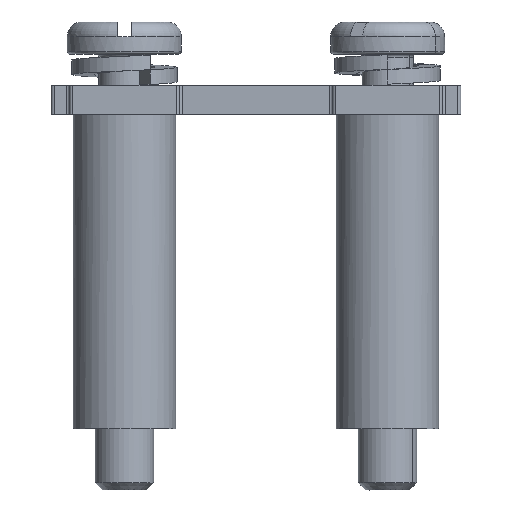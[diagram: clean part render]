
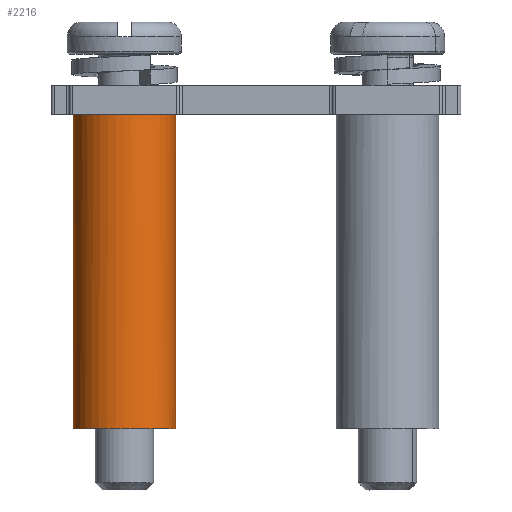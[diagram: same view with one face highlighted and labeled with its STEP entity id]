
A CAD part, front view. The second image highlights one B-rep face of the part: STEP entity #2216.
In plain terms, the highlighted cylindrical face has radius 3.5 mm (diameter 7 mm), a partial arc.
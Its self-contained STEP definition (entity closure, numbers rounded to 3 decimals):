
#2180=AXIS2_PLACEMENT_3D('Cylinder Axis2P3D',#2177,#2178,#2179) ;
#2198=AXIS2_PLACEMENT_3D('Circle Axis2P3D',#2196,#2197,$) ;
#2205=AXIS2_PLACEMENT_3D('Circle Axis2P3D',#2203,#2204,$) ;
#1922=CARTESIAN_POINT('Control Point',(8.5,3.9,25.687)) ;
#1923=CARTESIAN_POINT('Control Point',(8.5,3.533,25.687)) ;
#1924=CARTESIAN_POINT('Control Point',(8.452,3.167,25.687)) ;
#1925=CARTESIAN_POINT('Control Point',(8.356,2.809,25.687)) ;
#1926=CARTESIAN_POINT('Control Point',(8.072,2.126,25.687)) ;
#1927=CARTESIAN_POINT('Control Point',(7.623,1.539,25.687)) ;
#1928=CARTESIAN_POINT('Control Point',(7.36,1.276,25.687)) ;
#1929=CARTESIAN_POINT('Control Point',(6.773,0.827,25.687)) ;
#1930=CARTESIAN_POINT('Control Point',(6.091,0.544,25.687)) ;
#1931=CARTESIAN_POINT('Control Point',(5.733,0.448,25.687)) ;
#1932=CARTESIAN_POINT('Control Point',(5.366,0.4,25.687)) ;
#1933=CARTESIAN_POINT('Control Point',(5.,0.4,25.687)) ;
#1934=CARTESIAN_POINT('Vertex',(8.5,3.9,25.687)) ;
#1936=CARTESIAN_POINT('Vertex',(5.,0.4,25.687)) ;
#1968=CARTESIAN_POINT('Vertex',(1.5,3.9,25.687)) ;
#1972=CARTESIAN_POINT('Control Point',(5.,0.4,25.687)) ;
#1973=CARTESIAN_POINT('Control Point',(4.633,0.4,25.687)) ;
#1974=CARTESIAN_POINT('Control Point',(4.267,0.448,25.687)) ;
#1975=CARTESIAN_POINT('Control Point',(3.909,0.544,25.687)) ;
#1976=CARTESIAN_POINT('Control Point',(3.226,0.828,25.687)) ;
#1977=CARTESIAN_POINT('Control Point',(2.639,1.277,25.687)) ;
#1978=CARTESIAN_POINT('Control Point',(2.376,1.54,25.687)) ;
#1979=CARTESIAN_POINT('Control Point',(1.927,2.127,25.687)) ;
#1980=CARTESIAN_POINT('Control Point',(1.644,2.809,25.687)) ;
#1981=CARTESIAN_POINT('Control Point',(1.548,3.167,25.687)) ;
#1982=CARTESIAN_POINT('Control Point',(1.5,3.534,25.687)) ;
#1983=CARTESIAN_POINT('Control Point',(1.5,3.9,25.687)) ;
#2177=CARTESIAN_POINT('Axis2P3D Location',(5.,3.9,25.687)) ;
#2182=CARTESIAN_POINT('Line Origine',(8.5,3.9,25.687)) ;
#2186=CARTESIAN_POINT('Vertex',(8.5,3.9,4.187)) ;
#2189=CARTESIAN_POINT('Line Origine',(1.5,3.9,25.687)) ;
#2193=CARTESIAN_POINT('Vertex',(1.5,3.9,4.187)) ;
#2196=CARTESIAN_POINT('Axis2P3D Location',(5.,3.9,4.187)) ;
#2200=CARTESIAN_POINT('Vertex',(5.,0.4,4.187)) ;
#2203=CARTESIAN_POINT('Axis2P3D Location',(5.,3.9,4.187)) ;
#2178=DIRECTION('Axis2P3D Direction',(0.,0.,-1.)) ;
#2179=DIRECTION('Axis2P3D XDirection',(1.,0.,0.)) ;
#2183=DIRECTION('Vector Direction',(0.,0.,-1.)) ;
#2190=DIRECTION('Vector Direction',(0.,0.,-1.)) ;
#2197=DIRECTION('Axis2P3D Direction',(0.,0.,-1.)) ;
#2204=DIRECTION('Axis2P3D Direction',(0.,0.,-1.)) ;
#2184=VECTOR('Line Direction',#2183,1.) ;
#2191=VECTOR('Line Direction',#2190,1.) ;
#2209=ORIENTED_EDGE('',*,*,#2188,.T.) ;
#2210=ORIENTED_EDGE('',*,*,#1938,.T.) ;
#2211=ORIENTED_EDGE('',*,*,#1984,.T.) ;
#2212=ORIENTED_EDGE('',*,*,#2195,.T.) ;
#2213=ORIENTED_EDGE('',*,*,#2202,.F.) ;
#2214=ORIENTED_EDGE('',*,*,#2207,.F.) ;
#2216=ADVANCED_FACE('Shorting Link STH6',(#2215),#2181,.T.) ;
#1921=B_SPLINE_CURVE_WITH_KNOTS('',5,(#1922,#1923,#1924,#1925,#1926,#1927,#1928,#1929,#1930,#1931,#1932,#1933),.UNSPECIFIED.,.F.,.U.,(6,3,3,6),(0.,2.6,5.199,7.797),.UNSPECIFIED.) ;
#1971=B_SPLINE_CURVE_WITH_KNOTS('',5,(#1972,#1973,#1974,#1975,#1976,#1977,#1978,#1979,#1980,#1981,#1982,#1983),.UNSPECIFIED.,.F.,.U.,(6,3,3,6),(0.,2.6,5.199,7.797),.UNSPECIFIED.) ;
#2199=CIRCLE('generated circle',#2198,3.5) ;
#2206=CIRCLE('generated circle',#2205,3.5) ;
#2181=CYLINDRICAL_SURFACE('generated cylinder',#2180,3.5) ;
#1938=EDGE_CURVE('',#1935,#1937,#1921,.T.) ;
#1984=EDGE_CURVE('',#1937,#1969,#1971,.T.) ;
#2188=EDGE_CURVE('',#2187,#1935,#2185,.F.) ;
#2195=EDGE_CURVE('',#1969,#2194,#2192,.T.) ;
#2202=EDGE_CURVE('',#2201,#2194,#2199,.T.) ;
#2207=EDGE_CURVE('',#2187,#2201,#2206,.T.) ;
#2208=EDGE_LOOP('',(#2209,#2210,#2211,#2212,#2213,#2214)) ;
#2215=FACE_OUTER_BOUND('',#2208,.T.) ;
#2185=LINE('Line',#2182,#2184) ;
#2192=LINE('Line',#2189,#2191) ;
#1935=VERTEX_POINT('',#1934) ;
#1937=VERTEX_POINT('',#1936) ;
#1969=VERTEX_POINT('',#1968) ;
#2187=VERTEX_POINT('',#2186) ;
#2194=VERTEX_POINT('',#2193) ;
#2201=VERTEX_POINT('',#2200) ;
